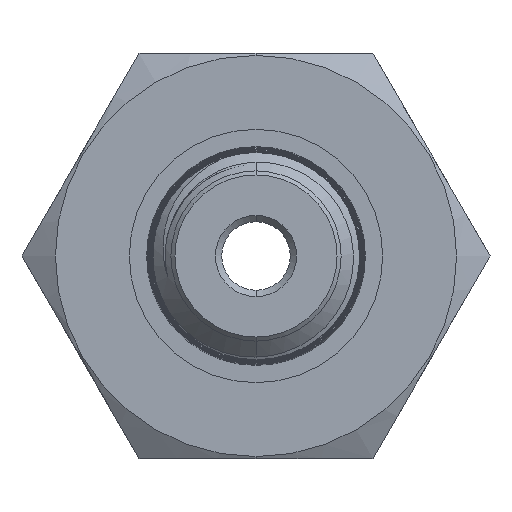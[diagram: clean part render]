
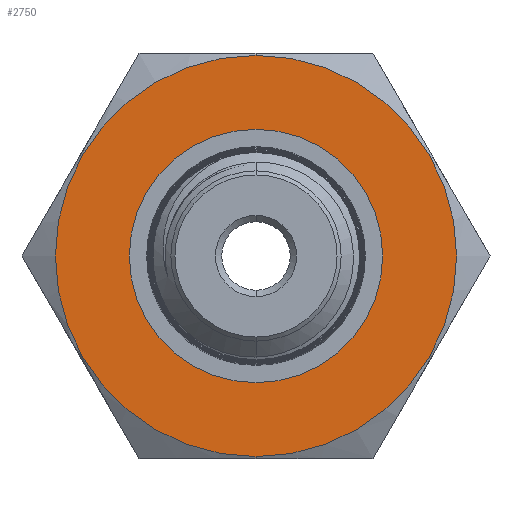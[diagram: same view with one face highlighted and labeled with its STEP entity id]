
A CAD part, left-side view. The second image highlights one B-rep face of the part: STEP entity #2750.
In plain terms, the highlighted planar face has unit normal (-1, 0, 0).
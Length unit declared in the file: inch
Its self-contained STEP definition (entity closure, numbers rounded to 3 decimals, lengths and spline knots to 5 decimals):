
#733 = CARTESIAN_POINT ( 'NONE',  ( -1.31, 0., 0. ) ) ;
#850 = ORIENTED_EDGE ( 'NONE', *, *, #15912, .F. ) ;
#1166 = DIRECTION ( 'NONE',  ( 0., 0., -1. ) ) ;
#1503 = AXIS2_PLACEMENT_3D ( 'NONE', #15298, #2968, #12870 ) ;
#1669 = EDGE_LOOP ( 'NONE', ( #850, #11203 ) ) ;
#2692 = CIRCLE ( 'NONE', #9652, 0.495 ) ;
#2750 = ADVANCED_FACE ( 'NONE', ( #4264, #9490 ), #12236, .F. ) ;
#2968 = DIRECTION ( 'NONE',  ( -1., 0., 0. ) ) ;
#3714 = AXIS2_PLACEMENT_3D ( 'NONE', #7458, #14720, #1166 ) ;
#4097 = EDGE_CURVE ( 'NONE', #14379, #6899, #9460, .T. ) ;
#4264 = FACE_OUTER_BOUND ( 'NONE', #5620, .T. ) ;
#4419 = DIRECTION ( 'NONE',  ( 0., 0., 1. ) ) ;
#4705 = ORIENTED_EDGE ( 'NONE', *, *, #15724, .T. ) ;
#5036 = CARTESIAN_POINT ( 'NONE',  ( -1.31, 0., 0.281 ) ) ;
#5066 = CIRCLE ( 'NONE', #1503, 0.495 ) ;
#5620 = EDGE_LOOP ( 'NONE', ( #4705, #15435 ) ) ;
#5910 = EDGE_CURVE ( 'NONE', #13944, #6764, #2692, .T. ) ;
#6051 = CIRCLE ( 'NONE', #9704, 0.281 ) ;
#6764 = VERTEX_POINT ( 'NONE', #13456 ) ;
#6899 = VERTEX_POINT ( 'NONE', #5036 ) ;
#7458 = CARTESIAN_POINT ( 'NONE',  ( -1.31, 0., 0. ) ) ;
#7980 = CARTESIAN_POINT ( 'NONE',  ( -1.31, 0., 0. ) ) ;
#8392 = CARTESIAN_POINT ( 'NONE',  ( -1.31, 0., 0. ) ) ;
#9460 = CIRCLE ( 'NONE', #10555, 0.281 ) ;
#9490 = FACE_BOUND ( 'NONE', #1669, .T. ) ;
#9652 = AXIS2_PLACEMENT_3D ( 'NONE', #8392, #15633, #10760 ) ;
#9704 = AXIS2_PLACEMENT_3D ( 'NONE', #7980, #14171, #10463 ) ;
#10463 = DIRECTION ( 'NONE',  ( 0., 0., 1. ) ) ;
#10555 = AXIS2_PLACEMENT_3D ( 'NONE', #733, #11948, #4419 ) ;
#10760 = DIRECTION ( 'NONE',  ( 0., 0., 1. ) ) ;
#11203 = ORIENTED_EDGE ( 'NONE', *, *, #4097, .F. ) ;
#11948 = DIRECTION ( 'NONE',  ( -1., 0., 0. ) ) ;
#12236 = PLANE ( 'NONE',  #3714 ) ;
#12870 = DIRECTION ( 'NONE',  ( 0., 0., 1. ) ) ;
#12992 = CARTESIAN_POINT ( 'NONE',  ( -1.31, 0., 0.495 ) ) ;
#13456 = CARTESIAN_POINT ( 'NONE',  ( -1.31, 0., -0.495 ) ) ;
#13705 = CARTESIAN_POINT ( 'NONE',  ( -1.31, 0., -0.281 ) ) ;
#13944 = VERTEX_POINT ( 'NONE', #12992 ) ;
#14171 = DIRECTION ( 'NONE',  ( -1., 0., 0. ) ) ;
#14379 = VERTEX_POINT ( 'NONE', #13705 ) ;
#14720 = DIRECTION ( 'NONE',  ( 1., 0., 0. ) ) ;
#15298 = CARTESIAN_POINT ( 'NONE',  ( -1.31, 0., 0. ) ) ;
#15435 = ORIENTED_EDGE ( 'NONE', *, *, #5910, .T. ) ;
#15633 = DIRECTION ( 'NONE',  ( -1., 0., 0. ) ) ;
#15724 = EDGE_CURVE ( 'NONE', #6764, #13944, #5066, .T. ) ;
#15912 = EDGE_CURVE ( 'NONE', #6899, #14379, #6051, .T. ) ;
